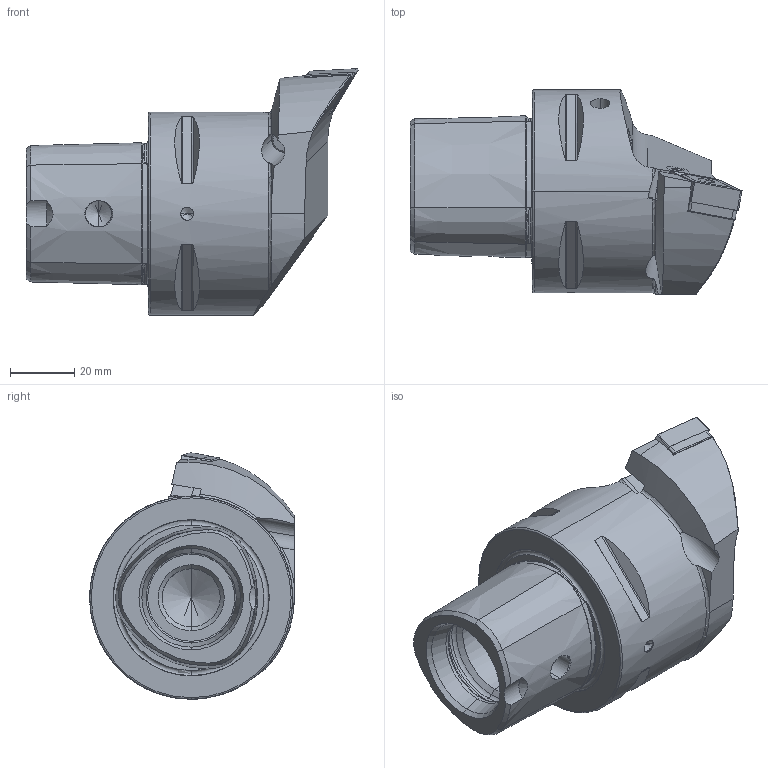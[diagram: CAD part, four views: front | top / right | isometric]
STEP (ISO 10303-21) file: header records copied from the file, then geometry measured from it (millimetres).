
FILE_DESCRIPTION (( 'STEP AP203' ), '1' );
FILE_NAME ('PS6-PDF.LJA.065.STEP', '2012-06-19T08:28:00', ( 'baer' ), ( 'Hewlett-Packard Company' ), 'SwSTEP 2.0', 'SolidWorks 2012', '' );
FILE_SCHEMA (( 'CONFIG_CONTROL_DESIGN' ));
Length unit declared in the file: millimetre
Products named in the file (8): PS6-PDF.LJA.065; KVT_MB_600_060; WCD-ER1.101.000; DNMG150604; WDF-ER2.101.003_A; WCD-ER4.101.017_A; WDF-ER3.101.000_A; PS6-PDF.LJA.065_A
Assembly tree (7 placements, depth 2):
  PS6-PDF.LJA.065
    PS6-PDF.LJA.065_A
    WDF-ER3.101.000_A
    WCD-ER4.101.017_A
    WDF-ER2.101.003_A
    DNMG150604
    WCD-ER1.101.000
    KVT_MB_600_060
Bounding box: 103 x 63.5 x 76.5 mm (x, y, z)
Volume: 165470.4 mm3; surface area: 31024.8 mm2
Topology: 8 solids, 8 shells, 339 faces, 832 edges, 500 vertices
Faces by surface type: cone 110, plane 91, cylinder 82, torus 40, bspline 14, sphere 2
Entity records: 11930 total; most frequent: CARTESIAN_POINT 3464, ORIENTED_EDGE 1626, DIRECTION 1574, EDGE_CURVE 813, AXIS2_PLACEMENT_3D 624, VERTEX_POINT 497, EDGE_LOOP 360, FACE_OUTER_BOUND 339
